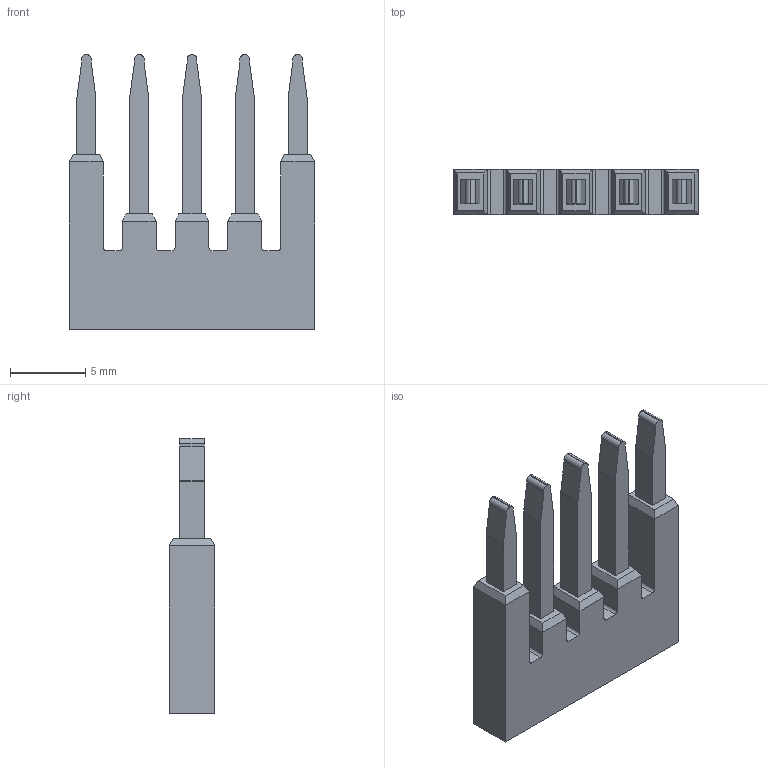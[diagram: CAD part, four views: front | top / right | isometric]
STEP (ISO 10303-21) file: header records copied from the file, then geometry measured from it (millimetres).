
FILE_DESCRIPTION( ( 'STEP AP203' ), '1' );
FILE_NAME( '001.stp', '2022-12-30T10:18:52', ( ' ' ), ( ' ' ), 'XStep 1.0', ' ', ' ' );
FILE_SCHEMA( ( 'CONFIG_CONTROL_DESIGN) ( )' ) );
Length unit declared in the file: metre
Products named in the file (1): 1
Bounding box: 16.25 x 3 x 18.2 mm (x, y, z)
Volume: 468.1 mm3; surface area: 734.6 mm2
Topology: 1 solids, 1 shells, 115 faces, 304 edges, 196 vertices
Faces by surface type: plane 87, cylinder 28
Entity records: 3558 total; most frequent: CARTESIAN_POINT 616, ORIENTED_EDGE 608, DIRECTION 592, EDGE_CURVE 304, LINE 248, VECTOR 248, VERTEX_POINT 196, AXIS2_PLACEMENT_3D 172
